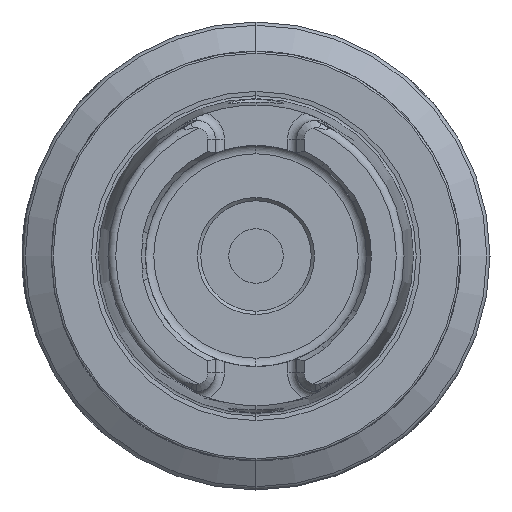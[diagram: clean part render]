
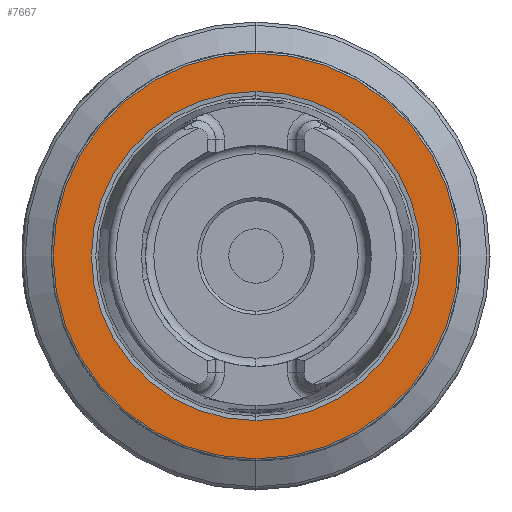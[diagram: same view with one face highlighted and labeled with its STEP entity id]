
A CAD part, left-side view. The second image highlights one B-rep face of the part: STEP entity #7667.
In plain terms, the highlighted planar face has unit normal (-1, 0, 0).
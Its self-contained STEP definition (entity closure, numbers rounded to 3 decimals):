
#272 = DIRECTION ( 'NONE',  ( -1., 0., 0. ) ) ;
#428 = DIRECTION ( 'NONE',  ( -1., 0., 0. ) ) ;
#437 = DIRECTION ( 'NONE',  ( 0., 0., 1. ) ) ;
#507 = VERTEX_POINT ( 'NONE', #9028 ) ;
#727 = DIRECTION ( 'NONE',  ( 0., 0., 1. ) ) ;
#1148 = CIRCLE ( 'NONE', #13257, 31.2 ) ;
#1267 = CARTESIAN_POINT ( 'NONE',  ( 0., 0., 0. ) ) ;
#1625 = CIRCLE ( 'NONE', #7851, 25.324 ) ;
#1941 = CIRCLE ( 'NONE', #8427, 31.2 ) ;
#2099 = CARTESIAN_POINT ( 'NONE',  ( 0., 31.2, 0. ) ) ;
#2110 = CIRCLE ( 'NONE', #7774, 25.324 ) ;
#2512 = CARTESIAN_POINT ( 'NONE',  ( 0., 0., 0. ) ) ;
#2841 = ORIENTED_EDGE ( 'NONE', *, *, #5616, .F. ) ;
#2991 = CARTESIAN_POINT ( 'NONE',  ( 0., 0., -31.2 ) ) ;
#3295 = PLANE ( 'NONE',  #12029 ) ;
#3572 = FACE_BOUND ( 'NONE', #10942, .T. ) ;
#4304 = CARTESIAN_POINT ( 'NONE',  ( 0., 0., 25.324 ) ) ;
#4527 = DIRECTION ( 'NONE',  ( -1., 0., 0. ) ) ;
#4834 = CARTESIAN_POINT ( 'NONE',  ( 0., 0., 31.2 ) ) ;
#4942 = CARTESIAN_POINT ( 'NONE',  ( 0., 0., 0. ) ) ;
#5558 = VERTEX_POINT ( 'NONE', #4834 ) ;
#5616 = EDGE_CURVE ( 'NONE', #7409, #507, #1625, .T. ) ;
#6831 = ORIENTED_EDGE ( 'NONE', *, *, #12391, .F. ) ;
#6962 = EDGE_CURVE ( 'NONE', #7651, #5558, #1941, .T. ) ;
#7409 = VERTEX_POINT ( 'NONE', #4304 ) ;
#7651 = VERTEX_POINT ( 'NONE', #2991 ) ;
#7667 = ADVANCED_FACE ( 'NONE', ( #3572, #12022 ), #3295, .F. ) ;
#7774 = AXIS2_PLACEMENT_3D ( 'NONE', #8292, #10713, #437 ) ;
#7851 = AXIS2_PLACEMENT_3D ( 'NONE', #4942, #428, #8230 ) ;
#7926 = DIRECTION ( 'NONE',  ( 0., 0., 1. ) ) ;
#8119 = EDGE_LOOP ( 'NONE', ( #11562, #13729 ) ) ;
#8230 = DIRECTION ( 'NONE',  ( 0., 0., 1. ) ) ;
#8292 = CARTESIAN_POINT ( 'NONE',  ( 0., 0., 0. ) ) ;
#8427 = AXIS2_PLACEMENT_3D ( 'NONE', #2512, #272, #727 ) ;
#9028 = CARTESIAN_POINT ( 'NONE',  ( 0., 0., -25.324 ) ) ;
#9866 = DIRECTION ( 'NONE',  ( 1., 0., 0. ) ) ;
#10713 = DIRECTION ( 'NONE',  ( -1., 0., 0. ) ) ;
#10937 = DIRECTION ( 'NONE',  ( 0., 0., -1. ) ) ;
#10942 = EDGE_LOOP ( 'NONE', ( #2841, #6831 ) ) ;
#11562 = ORIENTED_EDGE ( 'NONE', *, *, #14115, .T. ) ;
#12022 = FACE_OUTER_BOUND ( 'NONE', #8119, .T. ) ;
#12029 = AXIS2_PLACEMENT_3D ( 'NONE', #2099, #9866, #10937 ) ;
#12391 = EDGE_CURVE ( 'NONE', #507, #7409, #2110, .T. ) ;
#13257 = AXIS2_PLACEMENT_3D ( 'NONE', #1267, #4527, #7926 ) ;
#13729 = ORIENTED_EDGE ( 'NONE', *, *, #6962, .T. ) ;
#14115 = EDGE_CURVE ( 'NONE', #5558, #7651, #1148, .T. ) ;
